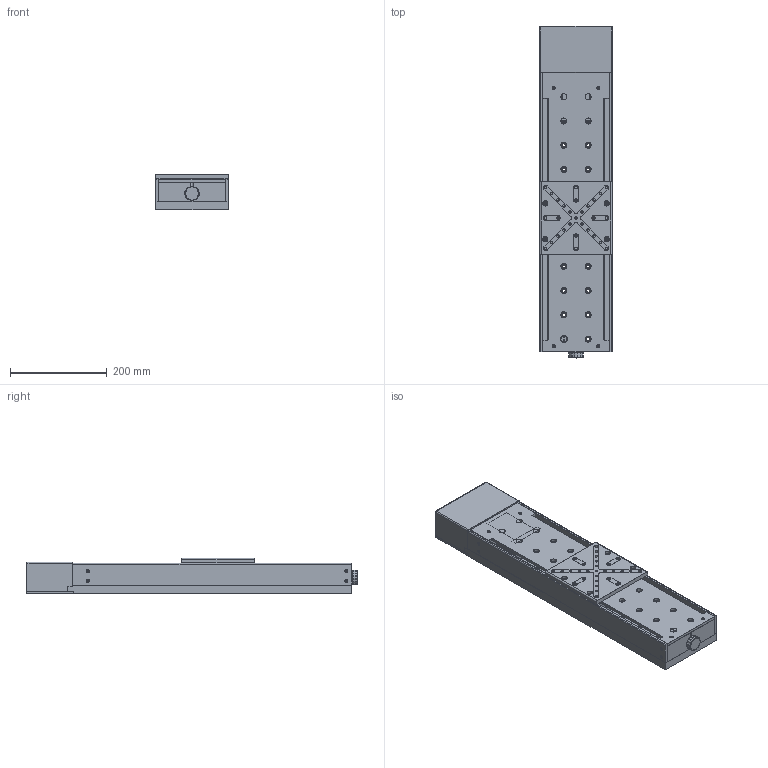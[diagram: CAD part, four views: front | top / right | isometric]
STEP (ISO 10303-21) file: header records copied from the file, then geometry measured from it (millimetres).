
FILE_DESCRIPTION (( 'STEP AP203' ), '1' );
FILE_NAME ('528663.STEP', '2024-09-21T08:25:32', ( '' ), ( '' ), 'SwSTEP 2.0', 'SolidWorks 2020', '' );
FILE_SCHEMA (( 'CONFIG_CONTROL_DESIGN' ));
Products named in the file (1): 528663
Bounding box: 150 x 685 x 74 mm (x, y, z)
Volume: 3834764.5 mm3; surface area: 853286.1 mm2
Topology: 45 solids, 45 shells, 2691 faces, 6528 edges, 4012 vertices
Faces by surface type: plane 1418, cylinder 824, cone 236, bspline 117, torus 58, sphere 38
Entity records: 81425 total; most frequent: CARTESIAN_POINT 18192, DIRECTION 13132, ORIENTED_EDGE 12816, EDGE_CURVE 6408, AXIS2_PLACEMENT_3D 4459, LINE 4214, VECTOR 4214, VERTEX_POINT 4004
